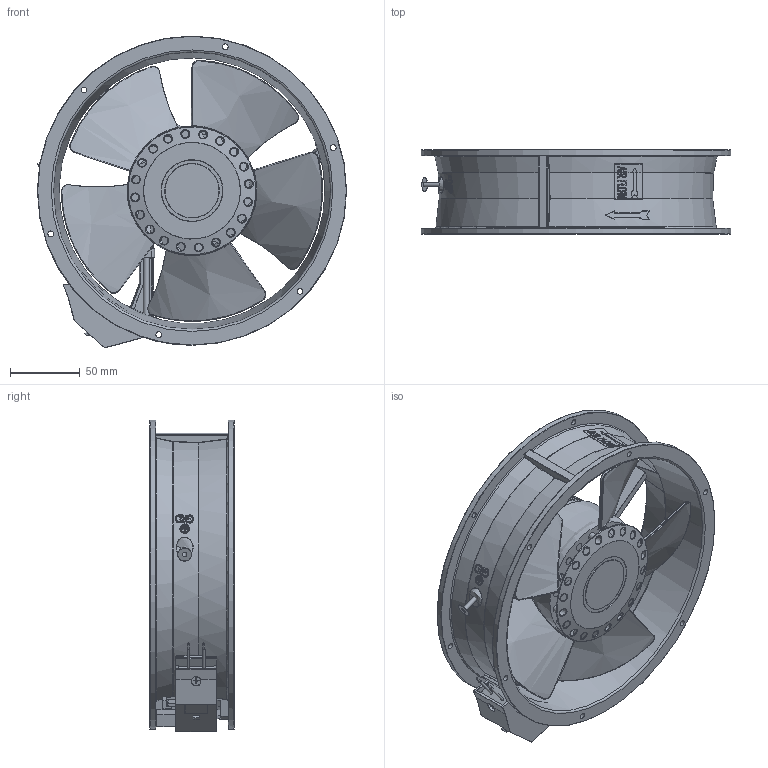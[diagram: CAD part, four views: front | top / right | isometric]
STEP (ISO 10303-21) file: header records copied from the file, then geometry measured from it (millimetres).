
FILE_DESCRIPTION(/* description */ (''),/* implementation_level */ '2;1');
FILE_NAME(/* name */ 'VENT-22260.24VDC.5MRHB Вентилятор в сборе.stp',/* time_stamp */ '2021-12-14T19:05:30+07:00',/* author */ ('YURY_'),/* organization */ (''),/* preprocessor_version */ 'ST-DEVELOPER v17.2',/* originating_system */ 'Autodesk Inventor 2019',/* authorisation */ '');
FILE_SCHEMA (('AUTOMOTIVE_DESIGN { 1 0 10303 214 3 1 1 }'));
Products named in the file (8): VENT-22260.24VDC.5MRHB Вентилятор 
в сборе; Корпус VENT-22260.24VDC.5MR
HB; Крыльчатка VENT
-22260.24VDC.5MRHB; Короб VENT-22260.24VDC.5MRHB; Клипса VENT-22260.24VDC.5MR
HB; Провод VENT-22260.24VDC.5MR
HB; Винт 2.M4-6gx18 ГОСТ 
17475-80; Табличка VENT-22260.2
4VDC.5MRHB
Assembly tree (7 placements, depth 2):
  VENT-22260.24VDC.5MRHB Вентилятор 
в сборе
    Корпус VENT-22260.24VDC.5MR
HB
    Крыльчатка VENT
-22260.24VDC.5MRHB
    Короб VENT-22260.24VDC.5MRHB
    Клипса VENT-22260.24VDC.5MR
HB
    Провод VENT-22260.24VDC.5MR
HB
    Винт 2.M4-6gx18 ГОСТ 
17475-80
    Табличка VENT-22260.2
4VDC.5MRHB
Bounding box: 222 x 60.4 x 223.87 mm (x, y, z)
Volume: 436338.4 mm3; surface area: 226534.7 mm2
Topology: 12 solids, 12 shells, 6000 faces, 14984 edges, 9356 vertices
Faces by surface type: plane 2524, bspline 2154, cylinder 618, torus 335, sphere 250, cone 119
Full cylindrical faces by diameter (mm): 1.5 x2, 1.8 x2, 3.242 x2, 3.712 x1, 4 x2, 4.134 x12, 5.6 x1, 6.8 x1, 7 x1, 7.4 x1, 39 x1, 44.2 x1, 68 x1, 69 x1, 88.7 x1, 222 x2
Entity records: 217566 total; most frequent: CARTESIAN_POINT 87049, ORIENTED_EDGE 29856, DIRECTION 21247, EDGE_CURVE 14928, VERTEX_POINT 9360, LINE 7699, VECTOR 7699, AXIS2_PLACEMENT_3D 6774
